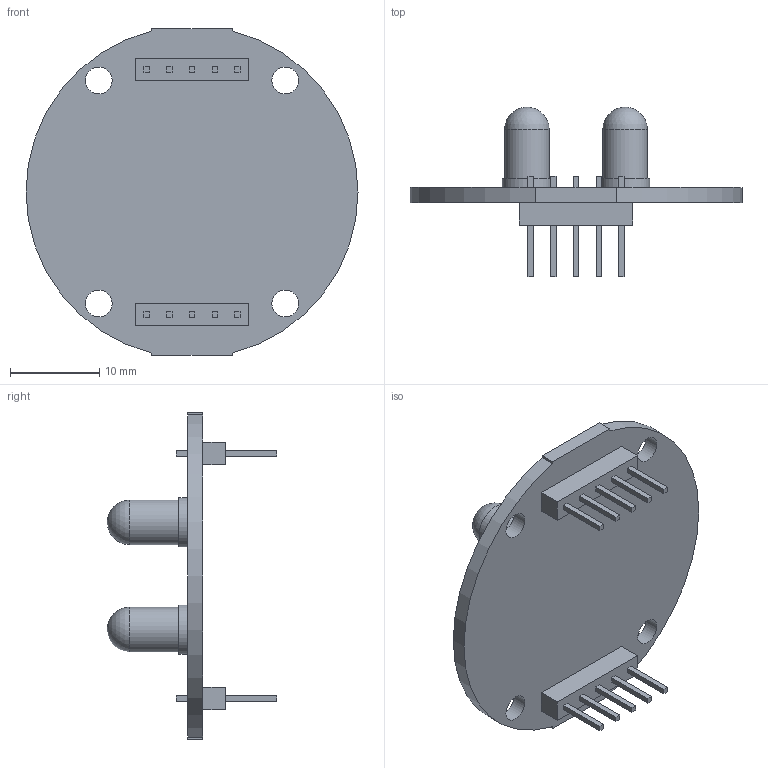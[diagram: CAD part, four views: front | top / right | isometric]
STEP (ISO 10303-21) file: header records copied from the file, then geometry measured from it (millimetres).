
FILE_DESCRIPTION(/* description */ (''),/* implementation_level */ '2;1');
FILE_NAME(/* name */ 'ColourSensor.step',/* time_stamp */ '2025-04-17T18:05:04+02:00',/* author */ (''),/* organization */ (''),/* preprocessor_version */ 'ST-DEVELOPER v20',/* originating_system */ 'Autodesk Translation Framework v13.20.0.188',/* authorisation */ '');
FILE_SCHEMA (('AUTOMOTIVE_DESIGN { 1 0 10303 214 3 1 1 }'));
Length unit declared in the file: millimetre
Products named in the file (1): TCS3200
Bounding box: 37.2 x 18.99 x 36.6 mm (x, y, z)
Volume: 2643.1 mm3; surface area: 3193.5 mm2
Topology: 1 solids, 1 shells, 140 faces, 336 edges, 224 vertices
Faces by surface type: plane 122, cylinder 14, sphere 4
Full cylindrical faces by diameter (mm): 3 x4, 5 x4, 5.5 x4
Entity records: 4045 total; most frequent: CARTESIAN_POINT 697, ORIENTED_EDGE 664, DIRECTION 650, EDGE_CURVE 332, LINE 296, VECTOR 296, VERTEX_POINT 224, EDGE_LOOP 178
